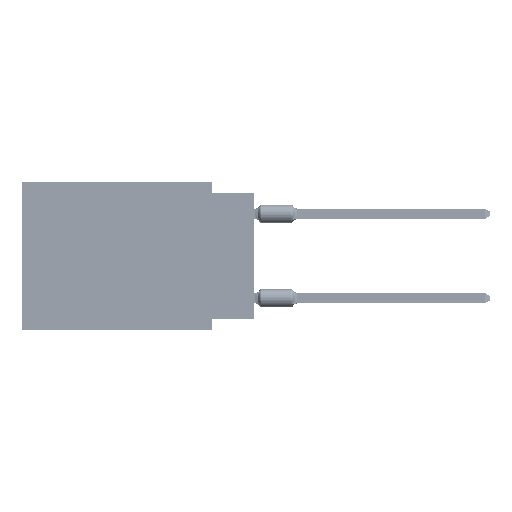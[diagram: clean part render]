
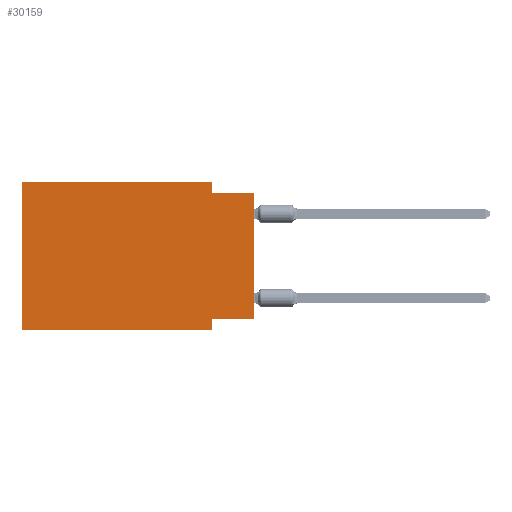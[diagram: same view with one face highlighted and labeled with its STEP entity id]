
A CAD part, left-side view. The second image highlights one B-rep face of the part: STEP entity #30159.
In plain terms, the highlighted planar face has unit normal (-1, 0, 0).
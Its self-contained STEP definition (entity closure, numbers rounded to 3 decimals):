
#1411 = VERTEX_POINT ( 'NONE', #13915 ) ;
#3817 = LINE ( 'NONE', #34121, #49295 ) ;
#3900 = EDGE_CURVE ( 'NONE', #1411, #68687, #50234, .T. ) ;
#5711 = EDGE_CURVE ( 'NONE', #14220, #47542, #33807, .T. ) ;
#6779 = PLANE ( 'NONE',  #14151 ) ;
#7429 = CARTESIAN_POINT ( 'NONE',  ( 0., 13.97, -8.89 ) ) ;
#10999 = DIRECTION ( 'NONE',  ( 0., 0., -1. ) ) ;
#12400 = EDGE_CURVE ( 'NONE', #56868, #14220, #21968, .T. ) ;
#12524 = CARTESIAN_POINT ( 'NONE',  ( 0., 0., -8.255 ) ) ;
#12615 = DIRECTION ( 'NONE',  ( 1., 0., 0. ) ) ;
#13915 = CARTESIAN_POINT ( 'NONE',  ( 0., 2.54, -8.255 ) ) ;
#14151 = AXIS2_PLACEMENT_3D ( 'NONE', #42516, #12615, #36688 ) ;
#14220 = VERTEX_POINT ( 'NONE', #19038 ) ;
#14608 = ORIENTED_EDGE ( 'NONE', *, *, #61879, .F. ) ;
#19038 = CARTESIAN_POINT ( 'NONE',  ( 0., 13.97, 0. ) ) ;
#21221 = VERTEX_POINT ( 'NONE', #67827 ) ;
#21685 = CARTESIAN_POINT ( 'NONE',  ( 0., 0., -0.635 ) ) ;
#21968 = LINE ( 'NONE', #23293, #25136 ) ;
#22419 = ORIENTED_EDGE ( 'NONE', *, *, #57990, .T. ) ;
#22649 = CARTESIAN_POINT ( 'NONE',  ( 0., 2.54, 0. ) ) ;
#22926 = DIRECTION ( 'NONE',  ( 0., -1., 0. ) ) ;
#23293 = CARTESIAN_POINT ( 'NONE',  ( 0., 13.97, 0. ) ) ;
#24339 = VECTOR ( 'NONE', #10999, 1000. ) ;
#24712 = CARTESIAN_POINT ( 'NONE',  ( 0., 13.97, -8.89 ) ) ;
#25136 = VECTOR ( 'NONE', #64857, 1000. ) ;
#25584 = ORIENTED_EDGE ( 'NONE', *, *, #30608, .F. ) ;
#25911 = EDGE_CURVE ( 'NONE', #47542, #43492, #51032, .T. ) ;
#26745 = VERTEX_POINT ( 'NONE', #48554 ) ;
#28300 = DIRECTION ( 'NONE',  ( 0., 0., 1. ) ) ;
#30159 = ADVANCED_FACE ( 'NONE', ( #48373 ), #6779, .F. ) ;
#30608 = EDGE_CURVE ( 'NONE', #21221, #1411, #66135, .T. ) ;
#33807 = LINE ( 'NONE', #52456, #53143 ) ;
#34121 = CARTESIAN_POINT ( 'NONE',  ( 0., 0., 0. ) ) ;
#34283 = EDGE_CURVE ( 'NONE', #21221, #26745, #3817, .T. ) ;
#36595 = DIRECTION ( 'NONE',  ( 0., 1., 0. ) ) ;
#36688 = DIRECTION ( 'NONE',  ( 0., 0., -1. ) ) ;
#36886 = ORIENTED_EDGE ( 'NONE', *, *, #12400, .F. ) ;
#42013 = LINE ( 'NONE', #7429, #68161 ) ;
#42501 = ORIENTED_EDGE ( 'NONE', *, *, #3900, .F. ) ;
#42516 = CARTESIAN_POINT ( 'NONE',  ( 0., 13.97, 0. ) ) ;
#43492 = VERTEX_POINT ( 'NONE', #67471 ) ;
#44232 = DIRECTION ( 'NONE',  ( 0., -1., 0. ) ) ;
#47542 = VERTEX_POINT ( 'NONE', #55151 ) ;
#48373 = FACE_OUTER_BOUND ( 'NONE', #64646, .T. ) ;
#48554 = CARTESIAN_POINT ( 'NONE',  ( 0., 0., -0.635 ) ) ;
#49295 = VECTOR ( 'NONE', #28300, 1000. ) ;
#49454 = ORIENTED_EDGE ( 'NONE', *, *, #5711, .F. ) ;
#50234 = LINE ( 'NONE', #74364, #70168 ) ;
#51032 = LINE ( 'NONE', #22649, #24339 ) ;
#52456 = CARTESIAN_POINT ( 'NONE',  ( 0., 13.97, 0. ) ) ;
#52809 = VECTOR ( 'NONE', #44232, 1000. ) ;
#53143 = VECTOR ( 'NONE', #22926, 1000. ) ;
#55151 = CARTESIAN_POINT ( 'NONE',  ( 0., 2.54, 0. ) ) ;
#55603 = DIRECTION ( 'NONE',  ( 0., -1., 0. ) ) ;
#56868 = VERTEX_POINT ( 'NONE', #24712 ) ;
#57990 = EDGE_CURVE ( 'NONE', #56868, #68687, #42013, .T. ) ;
#61879 = EDGE_CURVE ( 'NONE', #43492, #26745, #67967, .T. ) ;
#62780 = ORIENTED_EDGE ( 'NONE', *, *, #25911, .F. ) ;
#64646 = EDGE_LOOP ( 'NONE', ( #73045, #14608, #62780, #49454, #36886, #22419, #42501, #25584 ) ) ;
#64857 = DIRECTION ( 'NONE',  ( 0., 0., 1. ) ) ;
#66135 = LINE ( 'NONE', #12524, #69989 ) ;
#67471 = CARTESIAN_POINT ( 'NONE',  ( 0., 2.54, -0.635 ) ) ;
#67827 = CARTESIAN_POINT ( 'NONE',  ( 0., 0., -8.255 ) ) ;
#67967 = LINE ( 'NONE', #21685, #52809 ) ;
#68161 = VECTOR ( 'NONE', #55603, 1000. ) ;
#68687 = VERTEX_POINT ( 'NONE', #74517 ) ;
#69989 = VECTOR ( 'NONE', #36595, 1000. ) ;
#70168 = VECTOR ( 'NONE', #73980, 1000. ) ;
#73045 = ORIENTED_EDGE ( 'NONE', *, *, #34283, .T. ) ;
#73980 = DIRECTION ( 'NONE',  ( 0., 0., -1. ) ) ;
#74364 = CARTESIAN_POINT ( 'NONE',  ( 0., 2.54, -8.89 ) ) ;
#74517 = CARTESIAN_POINT ( 'NONE',  ( 0., 2.54, -8.89 ) ) ;
